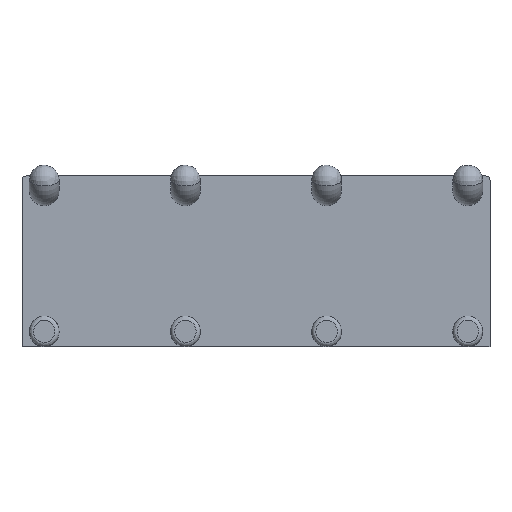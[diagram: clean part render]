
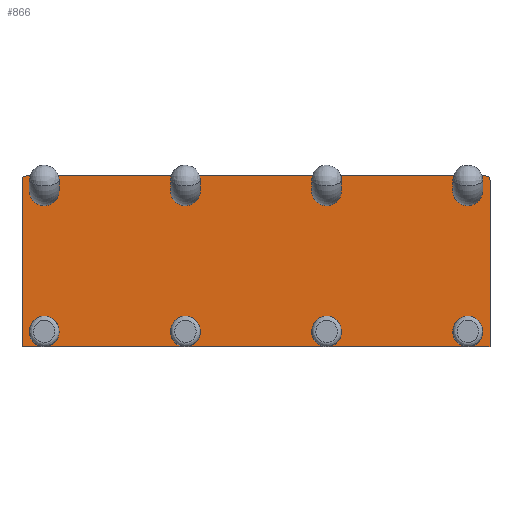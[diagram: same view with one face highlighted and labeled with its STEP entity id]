
A CAD part, front view. The second image highlights one B-rep face of the part: STEP entity #866.
In plain terms, the highlighted planar face has unit normal (0, -1, 0).
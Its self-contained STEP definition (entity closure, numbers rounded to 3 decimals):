
#32=LINE('',#1552,#85);
#33=LINE('',#1554,#86);
#34=LINE('',#1559,#87);
#35=LINE('',#1564,#88);
#36=LINE('',#1568,#89);
#37=LINE('',#1570,#90);
#38=LINE('',#1572,#91);
#39=LINE('',#1576,#92);
#40=LINE('',#1581,#93);
#41=LINE('',#1586,#94);
#42=LINE('',#1591,#95);
#43=LINE('',#1595,#96);
#85=VECTOR('',#1082,10.);
#86=VECTOR('',#1083,10.);
#87=VECTOR('',#1088,10.);
#88=VECTOR('',#1093,10.);
#89=VECTOR('',#1098,10.);
#90=VECTOR('',#1099,10.);
#91=VECTOR('',#1100,10.);
#92=VECTOR('',#1103,10.);
#93=VECTOR('',#1108,10.);
#94=VECTOR('',#1113,10.);
#95=VECTOR('',#1118,10.);
#96=VECTOR('',#1123,10.);
#156=PLANE('',#958);
#179=FACE_OUTER_BOUND('',#229,.T.);
#229=EDGE_LOOP('',(#600,#601,#602,#603,#604,#605,#606,#607,#608,#609,#610,
#611,#612,#613,#614,#615,#616,#617,#618,#619,#620,#621,#622,#623,#624,#625,
#626,#627,#628,#629));
#303=CIRCLE('',#956,2.675);
#304=CIRCLE('',#957,2.675);
#305=CIRCLE('',#959,0.75);
#306=CIRCLE('',#960,2.675);
#307=CIRCLE('',#961,2.675);
#308=CIRCLE('',#962,2.675);
#309=CIRCLE('',#963,2.675);
#310=CIRCLE('',#964,2.675);
#311=CIRCLE('',#965,2.675);
#312=CIRCLE('',#966,0.75);
#313=CIRCLE('',#967,2.675);
#314=CIRCLE('',#968,2.675);
#315=CIRCLE('',#969,2.675);
#316=CIRCLE('',#970,2.675);
#317=CIRCLE('',#971,2.675);
#318=CIRCLE('',#972,2.675);
#319=CIRCLE('',#973,2.675);
#320=CIRCLE('',#974,2.675);
#363=VERTEX_POINT('',#1542);
#364=VERTEX_POINT('',#1544);
#365=VERTEX_POINT('',#1548);
#366=VERTEX_POINT('',#1549);
#367=VERTEX_POINT('',#1551);
#368=VERTEX_POINT('',#1553);
#369=VERTEX_POINT('',#1555);
#370=VERTEX_POINT('',#1558);
#371=VERTEX_POINT('',#1560);
#372=VERTEX_POINT('',#1563);
#373=VERTEX_POINT('',#1565);
#374=VERTEX_POINT('',#1569);
#375=VERTEX_POINT('',#1571);
#376=VERTEX_POINT('',#1573);
#377=VERTEX_POINT('',#1575);
#378=VERTEX_POINT('',#1577);
#379=VERTEX_POINT('',#1580);
#380=VERTEX_POINT('',#1582);
#381=VERTEX_POINT('',#1585);
#382=VERTEX_POINT('',#1587);
#383=VERTEX_POINT('',#1590);
#384=VERTEX_POINT('',#1592);
#454=EDGE_CURVE('',#364,#363,#303,.T.);
#455=EDGE_CURVE('',#363,#364,#304,.T.);
#456=EDGE_CURVE('',#365,#366,#305,.T.);
#457=EDGE_CURVE('',#367,#365,#32,.T.);
#458=EDGE_CURVE('',#367,#368,#33,.T.);
#459=EDGE_CURVE('',#368,#369,#306,.T.);
#460=EDGE_CURVE('',#369,#368,#307,.T.);
#461=EDGE_CURVE('',#368,#370,#34,.T.);
#462=EDGE_CURVE('',#370,#371,#308,.T.);
#463=EDGE_CURVE('',#371,#370,#309,.T.);
#464=EDGE_CURVE('',#370,#372,#35,.T.);
#465=EDGE_CURVE('',#372,#373,#310,.T.);
#466=EDGE_CURVE('',#373,#372,#311,.T.);
#467=EDGE_CURVE('',#372,#364,#36,.T.);
#468=EDGE_CURVE('',#364,#374,#37,.T.);
#469=EDGE_CURVE('',#374,#375,#38,.T.);
#470=EDGE_CURVE('',#376,#375,#312,.T.);
#471=EDGE_CURVE('',#377,#376,#39,.T.);
#472=EDGE_CURVE('',#377,#378,#313,.T.);
#473=EDGE_CURVE('',#378,#377,#314,.T.);
#474=EDGE_CURVE('',#379,#377,#40,.T.);
#475=EDGE_CURVE('',#379,#380,#315,.T.);
#476=EDGE_CURVE('',#380,#379,#316,.T.);
#477=EDGE_CURVE('',#381,#379,#41,.T.);
#478=EDGE_CURVE('',#381,#382,#317,.T.);
#479=EDGE_CURVE('',#382,#381,#318,.T.);
#480=EDGE_CURVE('',#383,#381,#42,.T.);
#481=EDGE_CURVE('',#383,#384,#319,.T.);
#482=EDGE_CURVE('',#384,#383,#320,.T.);
#483=EDGE_CURVE('',#366,#383,#43,.T.);
#600=ORIENTED_EDGE('',*,*,#456,.F.);
#601=ORIENTED_EDGE('',*,*,#457,.F.);
#602=ORIENTED_EDGE('',*,*,#458,.T.);
#603=ORIENTED_EDGE('',*,*,#459,.T.);
#604=ORIENTED_EDGE('',*,*,#460,.T.);
#605=ORIENTED_EDGE('',*,*,#461,.T.);
#606=ORIENTED_EDGE('',*,*,#462,.T.);
#607=ORIENTED_EDGE('',*,*,#463,.T.);
#608=ORIENTED_EDGE('',*,*,#464,.T.);
#609=ORIENTED_EDGE('',*,*,#465,.T.);
#610=ORIENTED_EDGE('',*,*,#466,.T.);
#611=ORIENTED_EDGE('',*,*,#467,.T.);
#612=ORIENTED_EDGE('',*,*,#454,.T.);
#613=ORIENTED_EDGE('',*,*,#455,.T.);
#614=ORIENTED_EDGE('',*,*,#468,.T.);
#615=ORIENTED_EDGE('',*,*,#469,.T.);
#616=ORIENTED_EDGE('',*,*,#470,.F.);
#617=ORIENTED_EDGE('',*,*,#471,.F.);
#618=ORIENTED_EDGE('',*,*,#472,.T.);
#619=ORIENTED_EDGE('',*,*,#473,.T.);
#620=ORIENTED_EDGE('',*,*,#474,.F.);
#621=ORIENTED_EDGE('',*,*,#475,.T.);
#622=ORIENTED_EDGE('',*,*,#476,.T.);
#623=ORIENTED_EDGE('',*,*,#477,.F.);
#624=ORIENTED_EDGE('',*,*,#478,.T.);
#625=ORIENTED_EDGE('',*,*,#479,.T.);
#626=ORIENTED_EDGE('',*,*,#480,.F.);
#627=ORIENTED_EDGE('',*,*,#481,.T.);
#628=ORIENTED_EDGE('',*,*,#482,.T.);
#629=ORIENTED_EDGE('',*,*,#483,.F.);
#866=ADVANCED_FACE('',(#179),#156,.T.);
#956=AXIS2_PLACEMENT_3D('',#1545,#1074,#1075);
#957=AXIS2_PLACEMENT_3D('',#1546,#1076,#1077);
#958=AXIS2_PLACEMENT_3D('',#1547,#1078,#1079);
#959=AXIS2_PLACEMENT_3D('',#1550,#1080,#1081);
#960=AXIS2_PLACEMENT_3D('',#1556,#1084,#1085);
#961=AXIS2_PLACEMENT_3D('',#1557,#1086,#1087);
#962=AXIS2_PLACEMENT_3D('',#1561,#1089,#1090);
#963=AXIS2_PLACEMENT_3D('',#1562,#1091,#1092);
#964=AXIS2_PLACEMENT_3D('',#1566,#1094,#1095);
#965=AXIS2_PLACEMENT_3D('',#1567,#1096,#1097);
#966=AXIS2_PLACEMENT_3D('',#1574,#1101,#1102);
#967=AXIS2_PLACEMENT_3D('',#1578,#1104,#1105);
#968=AXIS2_PLACEMENT_3D('',#1579,#1106,#1107);
#969=AXIS2_PLACEMENT_3D('',#1583,#1109,#1110);
#970=AXIS2_PLACEMENT_3D('',#1584,#1111,#1112);
#971=AXIS2_PLACEMENT_3D('',#1588,#1114,#1115);
#972=AXIS2_PLACEMENT_3D('',#1589,#1116,#1117);
#973=AXIS2_PLACEMENT_3D('',#1593,#1119,#1120);
#974=AXIS2_PLACEMENT_3D('',#1594,#1121,#1122);
#1074=DIRECTION('center_axis',(0.,1.,0.));
#1075=DIRECTION('ref_axis',(1.,0.,0.));
#1076=DIRECTION('center_axis',(0.,1.,0.));
#1077=DIRECTION('ref_axis',(1.,0.,0.));
#1078=DIRECTION('center_axis',(0.,-1.,0.));
#1079=DIRECTION('ref_axis',(1.,0.,0.));
#1080=DIRECTION('center_axis',(0.,1.,0.));
#1081=DIRECTION('ref_axis',(-0.707,0.,0.707));
#1082=DIRECTION('',(0.,0.,1.));
#1083=DIRECTION('',(1.,0.,0.));
#1084=DIRECTION('center_axis',(0.,1.,0.));
#1085=DIRECTION('ref_axis',(1.,0.,0.));
#1086=DIRECTION('center_axis',(0.,1.,0.));
#1087=DIRECTION('ref_axis',(1.,0.,0.));
#1088=DIRECTION('',(1.,0.,0.));
#1089=DIRECTION('center_axis',(0.,1.,0.));
#1090=DIRECTION('ref_axis',(1.,0.,0.));
#1091=DIRECTION('center_axis',(0.,1.,0.));
#1092=DIRECTION('ref_axis',(1.,0.,0.));
#1093=DIRECTION('',(1.,0.,0.));
#1094=DIRECTION('center_axis',(0.,1.,0.));
#1095=DIRECTION('ref_axis',(1.,0.,0.));
#1096=DIRECTION('center_axis',(0.,1.,0.));
#1097=DIRECTION('ref_axis',(1.,0.,0.));
#1098=DIRECTION('',(1.,0.,0.));
#1099=DIRECTION('',(1.,0.,0.));
#1100=DIRECTION('',(0.,0.,1.));
#1101=DIRECTION('center_axis',(0.,1.,0.));
#1102=DIRECTION('ref_axis',(0.707,0.,0.707));
#1103=DIRECTION('',(1.,0.,0.));
#1104=DIRECTION('center_axis',(0.,1.,0.));
#1105=DIRECTION('ref_axis',(1.,0.,0.));
#1106=DIRECTION('center_axis',(0.,1.,0.));
#1107=DIRECTION('ref_axis',(1.,0.,0.));
#1108=DIRECTION('',(1.,0.,0.));
#1109=DIRECTION('center_axis',(0.,1.,0.));
#1110=DIRECTION('ref_axis',(1.,0.,0.));
#1111=DIRECTION('center_axis',(0.,1.,0.));
#1112=DIRECTION('ref_axis',(1.,0.,0.));
#1113=DIRECTION('',(1.,0.,0.));
#1114=DIRECTION('center_axis',(0.,1.,0.));
#1115=DIRECTION('ref_axis',(1.,0.,0.));
#1116=DIRECTION('center_axis',(0.,1.,0.));
#1117=DIRECTION('ref_axis',(1.,0.,0.));
#1118=DIRECTION('',(1.,0.,0.));
#1119=DIRECTION('center_axis',(0.,1.,0.));
#1120=DIRECTION('ref_axis',(1.,0.,0.));
#1121=DIRECTION('center_axis',(0.,1.,0.));
#1122=DIRECTION('ref_axis',(1.,0.,0.));
#1123=DIRECTION('',(1.,0.,0.));
#1542=CARTESIAN_POINT('',(77.525,0.,2.675));
#1544=CARTESIAN_POINT('',(80.2,0.,0.));
#1545=CARTESIAN_POINT('Origin',(80.2,0.,2.675));
#1546=CARTESIAN_POINT('Origin',(80.2,0.,2.675));
#1547=CARTESIAN_POINT('Origin',(0.,0.,0.));
#1548=CARTESIAN_POINT('',(0.,0.,30.));
#1549=CARTESIAN_POINT('',(0.75,0.,30.75));
#1550=CARTESIAN_POINT('Origin',(0.75,0.,30.));
#1551=CARTESIAN_POINT('',(0.,0.,0.));
#1552=CARTESIAN_POINT('',(0.,0.,0.));
#1553=CARTESIAN_POINT('',(4.,0.,0.));
#1554=CARTESIAN_POINT('',(0.,0.,0.));
#1555=CARTESIAN_POINT('',(1.325,0.,2.675));
#1556=CARTESIAN_POINT('Origin',(4.,0.,2.675));
#1557=CARTESIAN_POINT('Origin',(4.,0.,2.675));
#1558=CARTESIAN_POINT('',(29.4,0.,0.));
#1559=CARTESIAN_POINT('',(0.,0.,0.));
#1560=CARTESIAN_POINT('',(26.725,0.,2.675));
#1561=CARTESIAN_POINT('Origin',(29.4,0.,2.675));
#1562=CARTESIAN_POINT('Origin',(29.4,0.,2.675));
#1563=CARTESIAN_POINT('',(54.8,0.,0.));
#1564=CARTESIAN_POINT('',(0.,0.,0.));
#1565=CARTESIAN_POINT('',(52.125,0.,2.675));
#1566=CARTESIAN_POINT('Origin',(54.8,0.,2.675));
#1567=CARTESIAN_POINT('Origin',(54.8,0.,2.675));
#1568=CARTESIAN_POINT('',(0.,0.,0.));
#1569=CARTESIAN_POINT('',(84.2,0.,0.));
#1570=CARTESIAN_POINT('',(0.,0.,0.));
#1571=CARTESIAN_POINT('',(84.2,0.,30.));
#1572=CARTESIAN_POINT('',(84.2,0.,0.));
#1573=CARTESIAN_POINT('',(83.45,0.,30.75));
#1574=CARTESIAN_POINT('Origin',(83.45,0.,30.));
#1575=CARTESIAN_POINT('',(80.2,0.,30.75));
#1576=CARTESIAN_POINT('',(0.,0.,30.75));
#1577=CARTESIAN_POINT('',(77.525,0.,28.075));
#1578=CARTESIAN_POINT('Origin',(80.2,0.,28.075));
#1579=CARTESIAN_POINT('Origin',(80.2,0.,28.075));
#1580=CARTESIAN_POINT('',(54.8,0.,30.75));
#1581=CARTESIAN_POINT('',(0.,0.,30.75));
#1582=CARTESIAN_POINT('',(52.125,0.,28.075));
#1583=CARTESIAN_POINT('Origin',(54.8,0.,28.075));
#1584=CARTESIAN_POINT('Origin',(54.8,0.,28.075));
#1585=CARTESIAN_POINT('',(29.4,0.,30.75));
#1586=CARTESIAN_POINT('',(0.,0.,30.75));
#1587=CARTESIAN_POINT('',(26.725,0.,28.075));
#1588=CARTESIAN_POINT('Origin',(29.4,0.,28.075));
#1589=CARTESIAN_POINT('Origin',(29.4,0.,28.075));
#1590=CARTESIAN_POINT('',(4.,0.,30.75));
#1591=CARTESIAN_POINT('',(0.,0.,30.75));
#1592=CARTESIAN_POINT('',(1.325,0.,28.075));
#1593=CARTESIAN_POINT('Origin',(4.,0.,28.075));
#1594=CARTESIAN_POINT('Origin',(4.,0.,28.075));
#1595=CARTESIAN_POINT('',(0.,0.,30.75));
